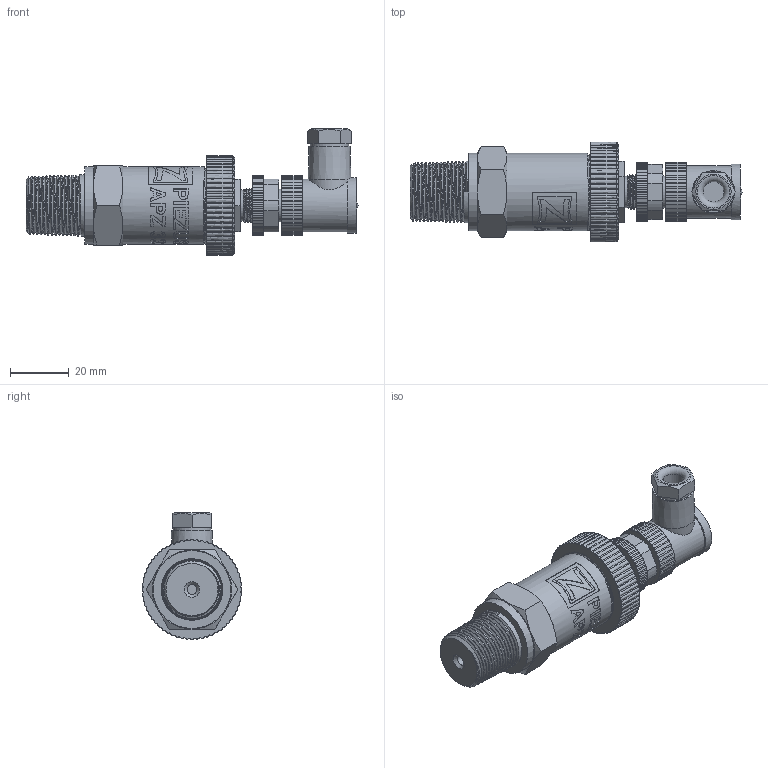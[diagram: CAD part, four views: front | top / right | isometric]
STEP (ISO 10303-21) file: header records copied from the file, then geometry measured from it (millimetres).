
FILE_DESCRIPTION(/* description */ (''),/* implementation_level */ '2;1');
FILE_NAME(/* name */ 'APZ3230_1''2NPT_M12x1-angular.step',/* time_stamp */ '2021-06-24T09:29:39+03:00',/* author */ (''),/* organization */ (''),/* preprocessor_version */ 'ST-DEVELOPER v18.1',/* originating_system */ 'Autodesk Translation Framework v10.9.0.1377',/* authorisation */ '');
FILE_SCHEMA (('AUTOMOTIVE_DESIGN { 1 0 10303 214 3 1 1 }'));
Products named in the file (6): APZ3230_1'2NPT_M12x1-angular; 1/2 NPT; OMAL nut M27x1.5 v8; M12x1 male v16; Ш100.000.002 v4; M12x1 female angular v10
Assembly tree (5 placements, depth 2):
  APZ3230_1'2NPT_M12x1-angular
    1/2 NPT
    OMAL nut M27x1.5 v8
    M12x1 male v16
    Ш100.000.002 v4
    M12x1 female angular v10
Bounding box: 113.07 x 34 x 43.2 mm (x, y, z)
Volume: 52094.1 mm3; surface area: 20817.8 mm2
Topology: 16 solids, 16 shells, 995 faces, 2782 edges, 1865 vertices
Faces by surface type: bspline 456, cylinder 317, plane 173, cone 45, torus 3, sphere 1
Full cylindrical faces by diameter (mm): 1 x12, 1.5 x4, 3.3 x1, 7 x1, 8 x1, 8.2 x1, 9.471 x2, 10.6 x2, 10.741 x6, 11.035 x4, 11.156 x1, 11.884 x5, 12.152 x4, 13 x1, 14 x1, 14.137 x4, 14.526 x3, 15.85 x3, 16.203 x3, 18 x1, 19 x1, 21.4 x2, 22.3 x1, 22.4 x1, 24.5 x1, 25.132 x4, 25.526 x4, 26.5 x6, 27.208 x5
Entity records: 75150 total; most frequent: CARTESIAN_POINT 52221, ORIENTED_EDGE 5564, DIRECTION 3391, EDGE_CURVE 2782, VERTEX_POINT 1865, AXIS2_PLACEMENT_3D 1160, LINE 1071, VECTOR 1071
